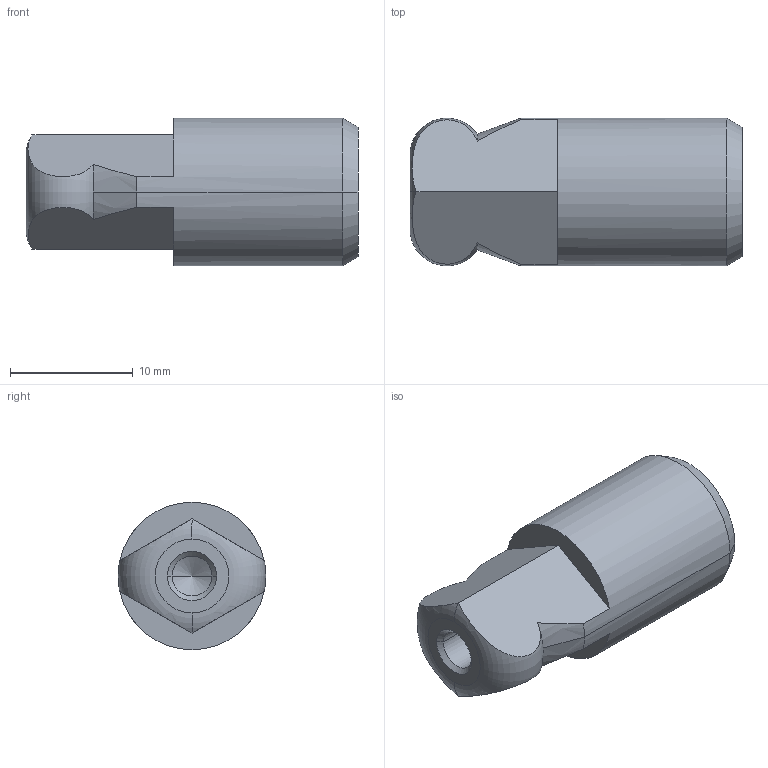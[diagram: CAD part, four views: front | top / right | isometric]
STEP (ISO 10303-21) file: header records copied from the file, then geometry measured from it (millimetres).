
FILE_DESCRIPTION(('STEP AP214'),'1');
FILE_NAME(' ',' ',('TraceParts'),('TraceParts S.A.'),'XStep 1.0',' ',' ');
FILE_SCHEMA(('automotive_design'));
Length unit declared in the file: millimetre
Products named in the file (1): 1
Bounding box: 27 x 12 x 12 mm (x, y, z)
Volume: 2396.1 mm3; surface area: 1236.3 mm2
Topology: 1 solids, 1 shells, 29 faces, 67 edges, 40 vertices
Faces by surface type: cone 12, plane 9, cylinder 6, torus 2
Entity records: 1835 total; most frequent: CARTESIAN_POINT 407, DIRECTION 148, STYLED_ITEM 134, PRESENTATION_STYLE_ASSIGNMENT 134, COLOUR_RGB 134, ORIENTED_EDGE 130, EDGE_CURVE 65, CURVE_STYLE 65
